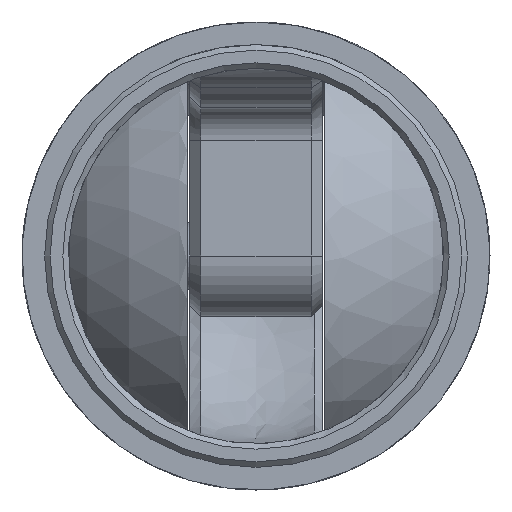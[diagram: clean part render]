
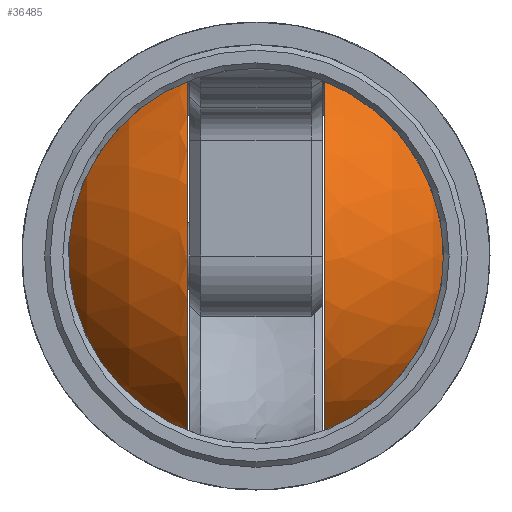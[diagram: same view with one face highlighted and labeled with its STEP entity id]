
A CAD part, front view. The second image highlights one B-rep face of the part: STEP entity #36485.
In plain terms, the highlighted spherical face has radius 21.2 mm.
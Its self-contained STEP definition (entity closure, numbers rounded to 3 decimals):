
#942 = CARTESIAN_POINT ( 'NONE',  ( 20.069, 55.589, 5.122 ) ) ;
#975 = CARTESIAN_POINT ( 'NONE',  ( 6.25, 51.06, -20.258 ) ) ;
#1039 = DIRECTION ( 'NONE',  ( 0., 0., 1. ) ) ;
#1220 = CARTESIAN_POINT ( 'NONE',  ( 20.106, 54.791, -5.613 ) ) ;
#1354 = CARTESIAN_POINT ( 'NONE',  ( 20.27, 51.272, 6.212 ) ) ;
#1499 = CARTESIAN_POINT ( 'NONE',  ( 20.269, 51.297, -6.215 ) ) ;
#1724 = B_SPLINE_CURVE_WITH_KNOTS ( 'NONE', 3,
 ( #7516, #1499, #23781, #23493, #17501, #33341, #4418, #39448, #23921, #36602, #1220, #13718, #14145, #4703, #39718, #20281, #7660, #33053, #36192, #26875, #13865, #30232, #10481, #14001, #23637, #14277, #29674, #36752, #17373, #27005, #16947, #7380, #20142, #942, #27161, #7801, #36468, #30084, #39853, #10620, #20556, #4283, #17090, #23351, #1354, #4143, #26603, #29812 ),
 .UNSPECIFIED., .F., .F.,
 ( 4, 2, 2, 2, 2, 2, 2, 2, 2, 2, 2, 2, 2, 2, 2, 2, 2, 2, 2, 2, 2, 2, 2, 4 ),
 ( 0.004, 0.005, 0.005, 0.006, 0.007, 0.008, 0.009, 0.01, 0.01, 0.011, 0.013, 0.014, 0.015, 0.017, 0.018, 0.02, 0.02, 0.021, 0.023, 0.023, 0.024, 0.025, 0.025, 0.027 ),
 .UNSPECIFIED. ) ;
#2154 = CIRCLE ( 'NONE', #26910, 20.258 ) ;
#2742 = VERTEX_POINT ( 'NONE', #10285 ) ;
#3133 = AXIS2_PLACEMENT_3D ( 'NONE', #10791, #17267, #14594 ) ;
#3411 = ORIENTED_EDGE ( 'NONE', *, *, #20388, .T. ) ;
#4143 = CARTESIAN_POINT ( 'NONE',  ( 20.303, 50.559, 6.101 ) ) ;
#4234 = EDGE_LOOP ( 'NONE', ( #38706, #26748, #17592, #3411, #35798, #8073, #14179 ) ) ;
#4283 = CARTESIAN_POINT ( 'NONE',  ( 20.225, 52.228, 6.25 ) ) ;
#4295 = SPHERICAL_SURFACE ( 'NONE', #30014, 21.2 ) ;
#4418 = CARTESIAN_POINT ( 'NONE',  ( 20.191, 52.967, -6.179 ) ) ;
#4703 = CARTESIAN_POINT ( 'NONE',  ( 20.05, 55.99, -4.816 ) ) ;
#4951 = CIRCLE ( 'NONE', #27707, 21.2 ) ;
#6374 = DIRECTION ( 'NONE',  ( 0., 0., 1. ) ) ;
#7380 = CARTESIAN_POINT ( 'NONE',  ( 20.042, 56.151, 4.679 ) ) ;
#7516 = CARTESIAN_POINT ( 'NONE',  ( 20.28, 51.06, -6.179 ) ) ;
#7660 = CARTESIAN_POINT ( 'NONE',  ( 20.018, 56.676, -4.154 ) ) ;
#7801 = CARTESIAN_POINT ( 'NONE',  ( 20.107, 54.767, 5.625 ) ) ;
#7914 = CIRCLE ( 'NONE', #30152, 21.2 ) ;
#8073 = ORIENTED_EDGE ( 'NONE', *, *, #25648, .F. ) ;
#9558 = DIRECTION ( 'NONE',  ( 0., 0., -1. ) ) ;
#9847 = DIRECTION ( 'NONE',  ( 0., 0., -1. ) ) ;
#10285 = CARTESIAN_POINT ( 'NONE',  ( 20.28, 51.06, -6.179 ) ) ;
#10481 = CARTESIAN_POINT ( 'NONE',  ( 19.948, 58.156, -1.18 ) ) ;
#10620 = CARTESIAN_POINT ( 'NONE',  ( 20.192, 52.94, 6.184 ) ) ;
#10791 = CARTESIAN_POINT ( 'NONE',  ( -6.25, 51.06, 0. ) ) ;
#11413 = CARTESIAN_POINT ( 'NONE',  ( -20.691, 51.06, 4.616 ) ) ;
#12589 = CIRCLE ( 'NONE', #36672, 17.411 ) ;
#12659 = DIRECTION ( 'NONE',  ( 0., -1., 0. ) ) ;
#12719 = CARTESIAN_POINT ( 'NONE',  ( 0., 38.965, 0. ) ) ;
#13023 = CARTESIAN_POINT ( 'NONE',  ( 0., 53.333, 2.709 ) ) ;
#13718 = CARTESIAN_POINT ( 'NONE',  ( 20.077, 55.41, -5.243 ) ) ;
#13865 = CARTESIAN_POINT ( 'NONE',  ( 19.968, 57.724, -2.556 ) ) ;
#14001 = CARTESIAN_POINT ( 'NONE',  ( 19.943, 58.264, -0.231 ) ) ;
#14145 = CARTESIAN_POINT ( 'NONE',  ( 20.068, 55.611, -5.107 ) ) ;
#14179 = ORIENTED_EDGE ( 'NONE', *, *, #18513, .T. ) ;
#14277 = CARTESIAN_POINT ( 'NONE',  ( 19.948, 58.151, 1.206 ) ) ;
#14594 = DIRECTION ( 'NONE',  ( 0., 0., -1. ) ) ;
#15936 = AXIS2_PLACEMENT_3D ( 'NONE', #13023, #38624, #22689 ) ;
#16761 = EDGE_CURVE ( 'NONE', #27148, #27958, #2154, .T. ) ;
#16947 = CARTESIAN_POINT ( 'NONE',  ( 20.018, 56.668, 4.184 ) ) ;
#17090 = CARTESIAN_POINT ( 'NONE',  ( 20.236, 51.99, 6.255 ) ) ;
#17193 = DIRECTION ( 'NONE',  ( 1., 0., 0. ) ) ;
#17267 = DIRECTION ( 'NONE',  ( -1., 0., 0. ) ) ;
#17329 = CARTESIAN_POINT ( 'NONE',  ( 6.25, 51.06, 0. ) ) ;
#17373 = CARTESIAN_POINT ( 'NONE',  ( 19.979, 57.5, 3.007 ) ) ;
#17501 = CARTESIAN_POINT ( 'NONE',  ( 20.224, 52.255, -6.249 ) ) ;
#17592 = ORIENTED_EDGE ( 'NONE', *, *, #16761, .T. ) ;
#18304 = VERTEX_POINT ( 'NONE', #41589 ) ;
#18513 = EDGE_CURVE ( 'NONE', #29254, #19892, #20133, .T. ) ;
#18998 = CARTESIAN_POINT ( 'NONE',  ( -6.25, 51.06, -20.258 ) ) ;
#19203 = CARTESIAN_POINT ( 'NONE',  ( 0., 51.06, 0. ) ) ;
#19750 = DIRECTION ( 'NONE',  ( 0., 0., -1. ) ) ;
#19892 = VERTEX_POINT ( 'NONE', #24941 ) ;
#20133 = CIRCLE ( 'NONE', #15936, 20.903 ) ;
#20142 = CARTESIAN_POINT ( 'NONE',  ( 20.051, 55.97, 4.833 ) ) ;
#20281 = CARTESIAN_POINT ( 'NONE',  ( 20.025, 56.514, -4.33 ) ) ;
#20388 = EDGE_CURVE ( 'NONE', #27958, #18304, #12589, .T. ) ;
#20556 = CARTESIAN_POINT ( 'NONE',  ( 20.203, 52.704, 6.215 ) ) ;
#22237 = EDGE_CURVE ( 'NONE', #2742, #19892, #1724, .T. ) ;
#22689 = DIRECTION ( 'NONE',  ( 0., -0.766, 0.643 ) ) ;
#23175 = EDGE_CURVE ( 'NONE', #27148, #2742, #4951, .T. ) ;
#23351 = CARTESIAN_POINT ( 'NONE',  ( 20.259, 51.512, 6.236 ) ) ;
#23493 = CARTESIAN_POINT ( 'NONE',  ( 20.235, 52.017, -6.255 ) ) ;
#23637 = CARTESIAN_POINT ( 'NONE',  ( 19.943, 58.263, 0.257 ) ) ;
#23781 = CARTESIAN_POINT ( 'NONE',  ( 20.257, 51.539, -6.238 ) ) ;
#23921 = CARTESIAN_POINT ( 'NONE',  ( 20.158, 53.673, -6.027 ) ) ;
#24119 = CIRCLE ( 'NONE', #3133, 20.258 ) ;
#24941 = CARTESIAN_POINT ( 'NONE',  ( 20.345, 49.656, 5.794 ) ) ;
#25648 = EDGE_CURVE ( 'NONE', #29254, #39703, #7914, .T. ) ;
#25784 = DIRECTION ( 'NONE',  ( 0., -1., 0. ) ) ;
#26603 = CARTESIAN_POINT ( 'NONE',  ( 20.324, 50.1, 5.973 ) ) ;
#26748 = ORIENTED_EDGE ( 'NONE', *, *, #23175, .F. ) ;
#26875 = CARTESIAN_POINT ( 'NONE',  ( 19.978, 57.513, -2.984 ) ) ;
#26910 = AXIS2_PLACEMENT_3D ( 'NONE', #17329, #17193, #1039 ) ;
#27005 = CARTESIAN_POINT ( 'NONE',  ( 20.003, 56.979, 3.808 ) ) ;
#27148 = VERTEX_POINT ( 'NONE', #975 ) ;
#27161 = CARTESIAN_POINT ( 'NONE',  ( 20.078, 55.389, 5.257 ) ) ;
#27707 = AXIS2_PLACEMENT_3D ( 'NONE', #19203, #25784, #19750 ) ;
#27958 = VERTEX_POINT ( 'NONE', #31020 ) ;
#28818 = DIRECTION ( 'NONE',  ( 0., -1., 0. ) ) ;
#29192 = DIRECTION ( 'NONE',  ( 1., 0., 0. ) ) ;
#29254 = VERTEX_POINT ( 'NONE', #11413 ) ;
#29674 = CARTESIAN_POINT ( 'NONE',  ( 19.953, 58.042, 1.671 ) ) ;
#29812 = CARTESIAN_POINT ( 'NONE',  ( 20.345, 49.656, 5.794 ) ) ;
#30014 = AXIS2_PLACEMENT_3D ( 'NONE', #32557, #29192, #9847 ) ;
#30084 = CARTESIAN_POINT ( 'NONE',  ( 20.159, 53.647, 6.034 ) ) ;
#30152 = AXIS2_PLACEMENT_3D ( 'NONE', #31568, #12659, #9558 ) ;
#30232 = CARTESIAN_POINT ( 'NONE',  ( 19.953, 58.048, -1.647 ) ) ;
#31020 = CARTESIAN_POINT ( 'NONE',  ( 6.25, 38.965, 16.251 ) ) ;
#31568 = CARTESIAN_POINT ( 'NONE',  ( 0., 51.06, 0. ) ) ;
#32557 = CARTESIAN_POINT ( 'NONE',  ( 0., 51.06, 0. ) ) ;
#33053 = CARTESIAN_POINT ( 'NONE',  ( 20.003, 56.982, -3.782 ) ) ;
#33341 = CARTESIAN_POINT ( 'NONE',  ( 20.202, 52.73, -6.212 ) ) ;
#34083 = EDGE_CURVE ( 'NONE', #18304, #39703, #24119, .T. ) ;
#35798 = ORIENTED_EDGE ( 'NONE', *, *, #34083, .T. ) ;
#36192 = CARTESIAN_POINT ( 'NONE',  ( 19.997, 57.124, -3.586 ) ) ;
#36468 = CARTESIAN_POINT ( 'NONE',  ( 20.127, 54.331, 5.819 ) ) ;
#36478 = FACE_OUTER_BOUND ( 'NONE', #4234, .T. ) ;
#36485 = ADVANCED_FACE ( 'NONE', ( #36478 ), #4295, .T. ) ;
#36602 = CARTESIAN_POINT ( 'NONE',  ( 20.126, 54.356, -5.809 ) ) ;
#36672 = AXIS2_PLACEMENT_3D ( 'NONE', #12719, #28818, #6374 ) ;
#36752 = CARTESIAN_POINT ( 'NONE',  ( 19.969, 57.713, 2.58 ) ) ;
#38624 = DIRECTION ( 'NONE',  ( 0., 0.643, 0.766 ) ) ;
#38706 = ORIENTED_EDGE ( 'NONE', *, *, #22237, .F. ) ;
#39448 = CARTESIAN_POINT ( 'NONE',  ( 20.169, 53.438, -6.087 ) ) ;
#39703 = VERTEX_POINT ( 'NONE', #18998 ) ;
#39718 = CARTESIAN_POINT ( 'NONE',  ( 20.041, 56.171, -4.661 ) ) ;
#39853 = CARTESIAN_POINT ( 'NONE',  ( 20.17, 53.413, 6.093 ) ) ;
#41589 = CARTESIAN_POINT ( 'NONE',  ( -6.25, 38.965, 16.251 ) ) ;
